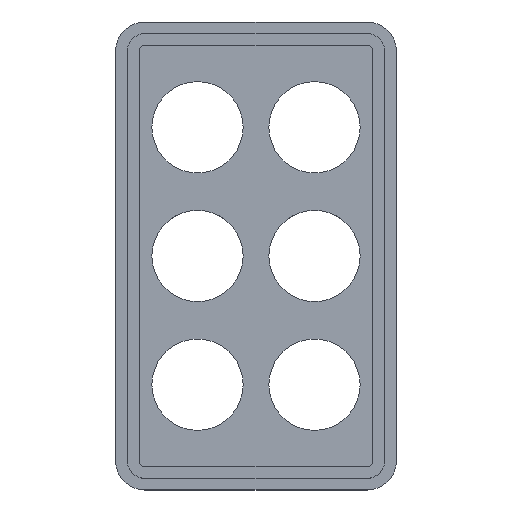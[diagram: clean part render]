
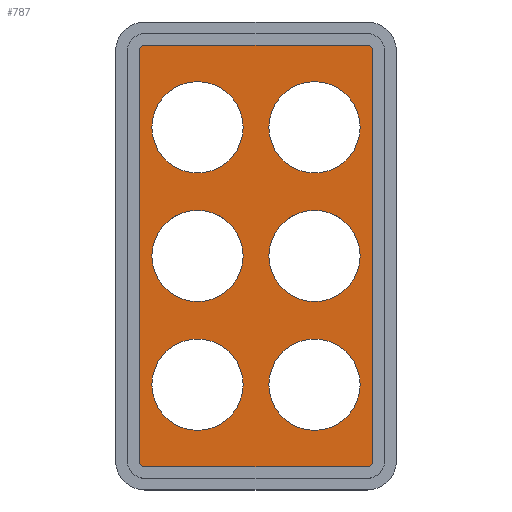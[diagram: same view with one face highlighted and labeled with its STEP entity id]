
A CAD part, top view. The second image highlights one B-rep face of the part: STEP entity #787.
In plain terms, the highlighted planar face has unit normal (0, 0, 1).
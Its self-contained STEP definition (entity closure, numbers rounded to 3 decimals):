
#446 = VERTEX_POINT('',#447);
#447 = CARTESIAN_POINT('',(-2.2,-22.,2.5));
#453 = EDGE_CURVE('',#446,#446,#454,.T.);
#454 = CIRCLE('',#455,7.8);
#455 = AXIS2_PLACEMENT_3D('',#456,#457,#458);
#456 = CARTESIAN_POINT('',(-10.,-22.,2.5));
#457 = DIRECTION('',(0.,0.,1.));
#458 = DIRECTION('',(1.,0.,0.));
#471 = VERTEX_POINT('',#472);
#472 = CARTESIAN_POINT('',(17.8,22.,2.5));
#478 = EDGE_CURVE('',#471,#471,#479,.T.);
#479 = CIRCLE('',#480,7.8);
#480 = AXIS2_PLACEMENT_3D('',#481,#482,#483);
#481 = CARTESIAN_POINT('',(10.,22.,2.5));
#482 = DIRECTION('',(0.,0.,1.));
#483 = DIRECTION('',(1.,0.,0.));
#496 = VERTEX_POINT('',#497);
#497 = CARTESIAN_POINT('',(-2.2,22.,2.5));
#503 = EDGE_CURVE('',#496,#496,#504,.T.);
#504 = CIRCLE('',#505,7.8);
#505 = AXIS2_PLACEMENT_3D('',#506,#507,#508);
#506 = CARTESIAN_POINT('',(-10.,22.,2.5));
#507 = DIRECTION('',(0.,0.,1.));
#508 = DIRECTION('',(1.,0.,0.));
#521 = VERTEX_POINT('',#522);
#522 = CARTESIAN_POINT('',(17.8,0.,2.5));
#528 = EDGE_CURVE('',#521,#521,#529,.T.);
#529 = CIRCLE('',#530,7.8);
#530 = AXIS2_PLACEMENT_3D('',#531,#532,#533);
#531 = CARTESIAN_POINT('',(10.,0.,2.5));
#532 = DIRECTION('',(0.,0.,1.));
#533 = DIRECTION('',(1.,0.,0.));
#546 = VERTEX_POINT('',#547);
#547 = CARTESIAN_POINT('',(-2.2,0.,2.5));
#553 = EDGE_CURVE('',#546,#546,#554,.T.);
#554 = CIRCLE('',#555,7.8);
#555 = AXIS2_PLACEMENT_3D('',#556,#557,#558);
#556 = CARTESIAN_POINT('',(-10.,0.,2.5));
#557 = DIRECTION('',(0.,0.,1.));
#558 = DIRECTION('',(1.,0.,0.));
#571 = VERTEX_POINT('',#572);
#572 = CARTESIAN_POINT('',(17.8,-22.,2.5));
#578 = EDGE_CURVE('',#571,#571,#579,.T.);
#579 = CIRCLE('',#580,7.8);
#580 = AXIS2_PLACEMENT_3D('',#581,#582,#583);
#581 = CARTESIAN_POINT('',(10.,-22.,2.5));
#582 = DIRECTION('',(0.,0.,1.));
#583 = DIRECTION('',(1.,0.,0.));
#787 = ADVANCED_FACE('',(#788,#858,#861,#864,#867,#870,#873),#876,.T.);
#788 = FACE_BOUND('',#789,.T.);
#789 = EDGE_LOOP('',(#790,#800,#809,#817,#826,#834,#843,#851));
#790 = ORIENTED_EDGE('',*,*,#791,.T.);
#791 = EDGE_CURVE('',#792,#794,#796,.T.);
#792 = VERTEX_POINT('',#793);
#793 = CARTESIAN_POINT('',(-19.,-36.,2.5));
#794 = VERTEX_POINT('',#795);
#795 = CARTESIAN_POINT('',(19.,-36.,2.5));
#796 = LINE('',#797,#798);
#797 = CARTESIAN_POINT('',(-19.,-36.,2.5));
#798 = VECTOR('',#799,1.);
#799 = DIRECTION('',(1.,0.,0.));
#800 = ORIENTED_EDGE('',*,*,#801,.T.);
#801 = EDGE_CURVE('',#794,#802,#804,.T.);
#802 = VERTEX_POINT('',#803);
#803 = CARTESIAN_POINT('',(20.,-35.,2.5));
#804 = CIRCLE('',#805,1.);
#805 = AXIS2_PLACEMENT_3D('',#806,#807,#808);
#806 = CARTESIAN_POINT('',(19.,-35.,2.5));
#807 = DIRECTION('',(0.,0.,1.));
#808 = DIRECTION('',(1.,0.,0.));
#809 = ORIENTED_EDGE('',*,*,#810,.T.);
#810 = EDGE_CURVE('',#802,#811,#813,.T.);
#811 = VERTEX_POINT('',#812);
#812 = CARTESIAN_POINT('',(20.,35.,2.5));
#813 = LINE('',#814,#815);
#814 = CARTESIAN_POINT('',(20.,-35.,2.5));
#815 = VECTOR('',#816,1.);
#816 = DIRECTION('',(0.,1.,0.));
#817 = ORIENTED_EDGE('',*,*,#818,.T.);
#818 = EDGE_CURVE('',#811,#819,#821,.T.);
#819 = VERTEX_POINT('',#820);
#820 = CARTESIAN_POINT('',(19.,36.,2.5));
#821 = CIRCLE('',#822,1.);
#822 = AXIS2_PLACEMENT_3D('',#823,#824,#825);
#823 = CARTESIAN_POINT('',(19.,35.,2.5));
#824 = DIRECTION('',(0.,0.,1.));
#825 = DIRECTION('',(1.,0.,0.));
#826 = ORIENTED_EDGE('',*,*,#827,.T.);
#827 = EDGE_CURVE('',#819,#828,#830,.T.);
#828 = VERTEX_POINT('',#829);
#829 = CARTESIAN_POINT('',(-19.,36.,2.5));
#830 = LINE('',#831,#832);
#831 = CARTESIAN_POINT('',(19.,36.,2.5));
#832 = VECTOR('',#833,1.);
#833 = DIRECTION('',(-1.,0.,0.));
#834 = ORIENTED_EDGE('',*,*,#835,.T.);
#835 = EDGE_CURVE('',#828,#836,#838,.T.);
#836 = VERTEX_POINT('',#837);
#837 = CARTESIAN_POINT('',(-20.,35.,2.5));
#838 = CIRCLE('',#839,1.);
#839 = AXIS2_PLACEMENT_3D('',#840,#841,#842);
#840 = CARTESIAN_POINT('',(-19.,35.,2.5));
#841 = DIRECTION('',(0.,0.,1.));
#842 = DIRECTION('',(1.,0.,0.));
#843 = ORIENTED_EDGE('',*,*,#844,.T.);
#844 = EDGE_CURVE('',#836,#845,#847,.T.);
#845 = VERTEX_POINT('',#846);
#846 = CARTESIAN_POINT('',(-20.,-35.,2.5));
#847 = LINE('',#848,#849);
#848 = CARTESIAN_POINT('',(-20.,35.,2.5));
#849 = VECTOR('',#850,1.);
#850 = DIRECTION('',(0.,-1.,0.));
#851 = ORIENTED_EDGE('',*,*,#852,.T.);
#852 = EDGE_CURVE('',#845,#792,#853,.T.);
#853 = CIRCLE('',#854,1.);
#854 = AXIS2_PLACEMENT_3D('',#855,#856,#857);
#855 = CARTESIAN_POINT('',(-19.,-35.,2.5));
#856 = DIRECTION('',(0.,0.,1.));
#857 = DIRECTION('',(1.,0.,0.));
#858 = FACE_BOUND('',#859,.T.);
#859 = EDGE_LOOP('',(#860));
#860 = ORIENTED_EDGE('',*,*,#453,.F.);
#861 = FACE_BOUND('',#862,.T.);
#862 = EDGE_LOOP('',(#863));
#863 = ORIENTED_EDGE('',*,*,#578,.F.);
#864 = FACE_BOUND('',#865,.T.);
#865 = EDGE_LOOP('',(#866));
#866 = ORIENTED_EDGE('',*,*,#553,.F.);
#867 = FACE_BOUND('',#868,.T.);
#868 = EDGE_LOOP('',(#869));
#869 = ORIENTED_EDGE('',*,*,#503,.F.);
#870 = FACE_BOUND('',#871,.T.);
#871 = EDGE_LOOP('',(#872));
#872 = ORIENTED_EDGE('',*,*,#528,.F.);
#873 = FACE_BOUND('',#874,.T.);
#874 = EDGE_LOOP('',(#875));
#875 = ORIENTED_EDGE('',*,*,#478,.F.);
#876 = PLANE('',#877);
#877 = AXIS2_PLACEMENT_3D('',#878,#879,#880);
#878 = CARTESIAN_POINT('',(0.,0.,2.5));
#879 = DIRECTION('',(0.,0.,1.));
#880 = DIRECTION('',(1.,0.,0.));
